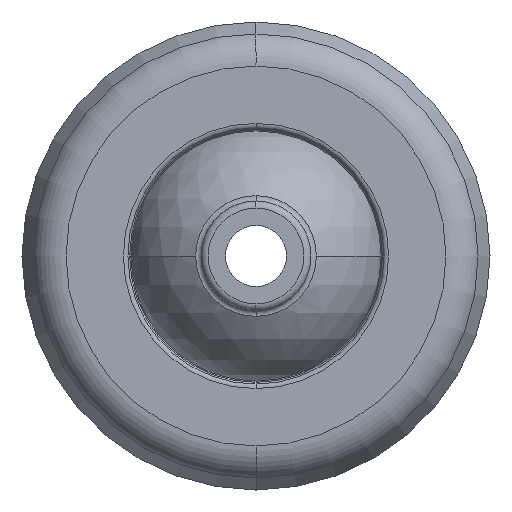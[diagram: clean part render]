
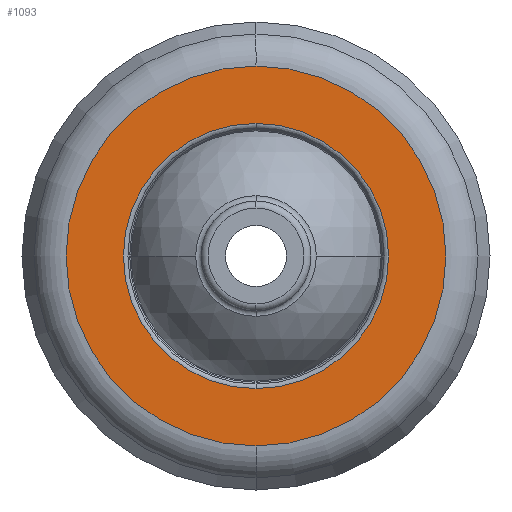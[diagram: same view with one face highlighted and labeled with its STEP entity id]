
A CAD part, left-side view. The second image highlights one B-rep face of the part: STEP entity #1093.
In plain terms, the highlighted planar face has unit normal (-1, 0, 0).
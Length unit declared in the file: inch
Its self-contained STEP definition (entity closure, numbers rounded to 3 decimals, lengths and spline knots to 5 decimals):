
#17 = DIRECTION ( 'NONE',  ( 1., 0., 0. ) ) ;
#64 = VERTEX_POINT ( 'NONE', #806 ) ;
#120 = DIRECTION ( 'NONE',  ( 1., 0., 0. ) ) ;
#144 = VERTEX_POINT ( 'NONE', #280 ) ;
#171 = DIRECTION ( 'NONE',  ( 1., 0., 0. ) ) ;
#210 = DIRECTION ( 'NONE',  ( 0., 0., 1. ) ) ;
#234 = EDGE_CURVE ( 'NONE', #881, #144, #983, .T. ) ;
#256 = AXIS2_PLACEMENT_3D ( 'NONE', #1459, #1063, #210 ) ;
#280 = CARTESIAN_POINT ( 'NONE',  ( -0.77, 0., -0.187 ) ) ;
#299 = ORIENTED_EDGE ( 'NONE', *, *, #1241, .T. ) ;
#324 = ORIENTED_EDGE ( 'NONE', *, *, #234, .T. ) ;
#353 = DIRECTION ( 'NONE',  ( 0., 0., -1. ) ) ;
#382 = PLANE ( 'NONE',  #256 ) ;
#406 = CARTESIAN_POINT ( 'NONE',  ( -0.77, 0., 0.187 ) ) ;
#483 = CIRCLE ( 'NONE', #1634, 0.26784 ) ;
#512 = FACE_OUTER_BOUND ( 'NONE', #1198, .T. ) ;
#729 = DIRECTION ( 'NONE',  ( 0., 0., -1. ) ) ;
#792 = AXIS2_PLACEMENT_3D ( 'NONE', #1250, #17, #729 ) ;
#806 = CARTESIAN_POINT ( 'NONE',  ( -0.77, 0., -0.26784 ) ) ;
#809 = EDGE_CURVE ( 'NONE', #64, #1098, #483, .T. ) ;
#811 = DIRECTION ( 'NONE',  ( 0., 0., -1. ) ) ;
#844 = CARTESIAN_POINT ( 'NONE',  ( -0.77, 0., 0. ) ) ;
#881 = VERTEX_POINT ( 'NONE', #406 ) ;
#937 = AXIS2_PLACEMENT_3D ( 'NONE', #1486, #120, #811 ) ;
#967 = EDGE_LOOP ( 'NONE', ( #299, #324 ) ) ;
#983 = CIRCLE ( 'NONE', #792, 0.187 ) ;
#1063 = DIRECTION ( 'NONE',  ( -1., 0., 0. ) ) ;
#1093 = ADVANCED_FACE ( 'NONE', ( #1426, #512 ), #382, .T. ) ;
#1098 = VERTEX_POINT ( 'NONE', #1154 ) ;
#1154 = CARTESIAN_POINT ( 'NONE',  ( -0.77, 0., 0.26784 ) ) ;
#1198 = EDGE_LOOP ( 'NONE', ( #1429, #1366 ) ) ;
#1241 = EDGE_CURVE ( 'NONE', #144, #881, #1722, .T. ) ;
#1250 = CARTESIAN_POINT ( 'NONE',  ( -0.77, 0., 0. ) ) ;
#1366 = ORIENTED_EDGE ( 'NONE', *, *, #1520, .F. ) ;
#1426 = FACE_BOUND ( 'NONE', #967, .T. ) ;
#1429 = ORIENTED_EDGE ( 'NONE', *, *, #809, .F. ) ;
#1459 = CARTESIAN_POINT ( 'NONE',  ( -0.77, 0., 0. ) ) ;
#1486 = CARTESIAN_POINT ( 'NONE',  ( -0.77, 0., 0. ) ) ;
#1520 = EDGE_CURVE ( 'NONE', #1098, #64, #1613, .T. ) ;
#1584 = DIRECTION ( 'NONE',  ( 1., 0., 0. ) ) ;
#1613 = CIRCLE ( 'NONE', #937, 0.26784 ) ;
#1634 = AXIS2_PLACEMENT_3D ( 'NONE', #1678, #1584, #353 ) ;
#1678 = CARTESIAN_POINT ( 'NONE',  ( -0.77, 0., 0. ) ) ;
#1722 = CIRCLE ( 'NONE', #1753, 0.187 ) ;
#1753 = AXIS2_PLACEMENT_3D ( 'NONE', #844, #171, #1761 ) ;
#1761 = DIRECTION ( 'NONE',  ( 0., 0., -1. ) ) ;
